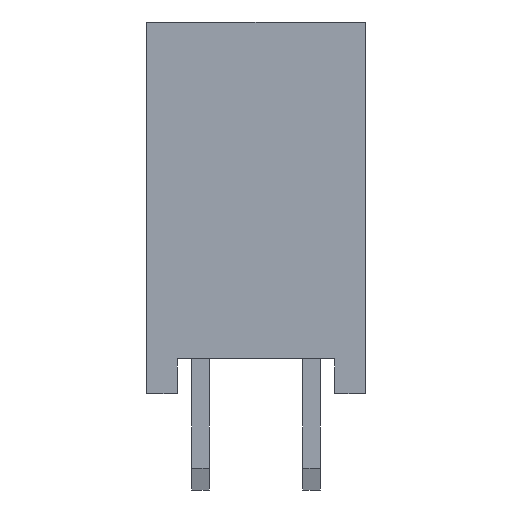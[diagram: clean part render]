
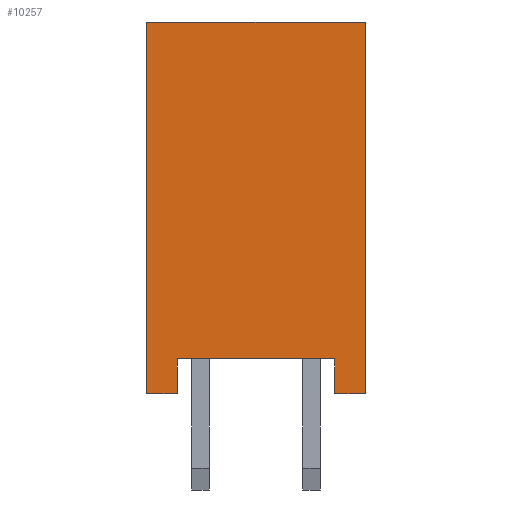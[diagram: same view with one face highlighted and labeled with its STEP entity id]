
A CAD part, left-side view. The second image highlights one B-rep face of the part: STEP entity #10257.
In plain terms, the highlighted planar face has unit normal (-1, 0, 0).
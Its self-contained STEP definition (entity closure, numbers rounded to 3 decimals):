
#356 = CARTESIAN_POINT ( 'NONE',  ( -1.52, 3.77, 0. ) ) ;
#419 = LINE ( 'NONE', #18298, #7674 ) ;
#597 = CARTESIAN_POINT ( 'NONE',  ( -1.52, 1.27, 8.5 ) ) ;
#638 = LINE ( 'NONE', #597, #18465 ) ;
#761 = CARTESIAN_POINT ( 'NONE',  ( -1.52, 0., 0. ) ) ;
#1132 = CARTESIAN_POINT ( 'NONE',  ( -1.52, -1.23, 0. ) ) ;
#1205 = ORIENTED_EDGE ( 'NONE', *, *, #5529, .F. ) ;
#1379 = VECTOR ( 'NONE', #11206, 1000. ) ;
#2354 = FACE_OUTER_BOUND ( 'NONE', #7505, .T. ) ;
#2660 = CARTESIAN_POINT ( 'NONE',  ( -1.52, -0.53, 0.8 ) ) ;
#2680 = CARTESIAN_POINT ( 'NONE',  ( -1.52, -0.53, 0.8 ) ) ;
#2926 = CARTESIAN_POINT ( 'NONE',  ( -1.52, -1.23, 8.5 ) ) ;
#3338 = VERTEX_POINT ( 'NONE', #11157 ) ;
#3441 = VERTEX_POINT ( 'NONE', #18555 ) ;
#3591 = VECTOR ( 'NONE', #7890, 1000. ) ;
#3594 = ORIENTED_EDGE ( 'NONE', *, *, #12131, .T. ) ;
#3630 = VECTOR ( 'NONE', #7016, 1000. ) ;
#3691 = DIRECTION ( 'NONE',  ( 0., 0., -1. ) ) ;
#3745 = VERTEX_POINT ( 'NONE', #2926 ) ;
#4208 = EDGE_CURVE ( 'NONE', #16876, #4692, #4436, .T. ) ;
#4343 = LINE ( 'NONE', #15465, #1379 ) ;
#4436 = LINE ( 'NONE', #7277, #10737 ) ;
#4570 = ORIENTED_EDGE ( 'NONE', *, *, #14819, .F. ) ;
#4692 = VERTEX_POINT ( 'NONE', #12083 ) ;
#5376 = ORIENTED_EDGE ( 'NONE', *, *, #14017, .F. ) ;
#5481 = VERTEX_POINT ( 'NONE', #1132 ) ;
#5529 = EDGE_CURVE ( 'NONE', #3745, #5481, #7490, .T. ) ;
#6122 = EDGE_CURVE ( 'NONE', #3441, #15279, #419, .T. ) ;
#6914 = ORIENTED_EDGE ( 'NONE', *, *, #14720, .T. ) ;
#7016 = DIRECTION ( 'NONE',  ( 0., 0., -1. ) ) ;
#7277 = CARTESIAN_POINT ( 'NONE',  ( -1.52, -0.53, 0. ) ) ;
#7461 = DIRECTION ( 'NONE',  ( 0., 0., -1. ) ) ;
#7490 = LINE ( 'NONE', #12870, #3630 ) ;
#7505 = EDGE_LOOP ( 'NONE', ( #12107, #3594, #8688, #5376, #1205, #4570, #7673, #6914 ) ) ;
#7673 = ORIENTED_EDGE ( 'NONE', *, *, #9723, .T. ) ;
#7674 = VECTOR ( 'NONE', #15414, 1000. ) ;
#7890 = DIRECTION ( 'NONE',  ( 0., -1., 0. ) ) ;
#8120 = DIRECTION ( 'NONE',  ( 1., 0., 0. ) ) ;
#8688 = ORIENTED_EDGE ( 'NONE', *, *, #4208, .T. ) ;
#9346 = CARTESIAN_POINT ( 'NONE',  ( -1.52, 1.27, 0. ) ) ;
#9723 = EDGE_CURVE ( 'NONE', #3338, #14553, #14572, .T. ) ;
#10257 = ADVANCED_FACE ( 'NONE', ( #2354 ), #15150, .F. ) ;
#10543 = VECTOR ( 'NONE', #7461, 1000. ) ;
#10737 = VECTOR ( 'NONE', #17102, 1000. ) ;
#11157 = CARTESIAN_POINT ( 'NONE',  ( -1.52, 3.77, 8.5 ) ) ;
#11206 = DIRECTION ( 'NONE',  ( 0., 1., 0. ) ) ;
#12083 = CARTESIAN_POINT ( 'NONE',  ( -1.52, -0.53, 0. ) ) ;
#12107 = ORIENTED_EDGE ( 'NONE', *, *, #6122, .F. ) ;
#12131 = EDGE_CURVE ( 'NONE', #3441, #16876, #15765, .T. ) ;
#12204 = DIRECTION ( 'NONE',  ( 0., -1., 0. ) ) ;
#12819 = DIRECTION ( 'NONE',  ( 0., -1., 0. ) ) ;
#12870 = CARTESIAN_POINT ( 'NONE',  ( -1.52, -1.23, 0. ) ) ;
#13168 = CARTESIAN_POINT ( 'NONE',  ( -1.52, 3.77, 0. ) ) ;
#13278 = VECTOR ( 'NONE', #12819, 1000. ) ;
#14017 = EDGE_CURVE ( 'NONE', #5481, #4692, #4343, .T. ) ;
#14553 = VERTEX_POINT ( 'NONE', #356 ) ;
#14572 = LINE ( 'NONE', #13168, #10543 ) ;
#14720 = EDGE_CURVE ( 'NONE', #14553, #15279, #16213, .T. ) ;
#14819 = EDGE_CURVE ( 'NONE', #3338, #3745, #638, .T. ) ;
#15150 = PLANE ( 'NONE',  #18629 ) ;
#15279 = VERTEX_POINT ( 'NONE', #15929 ) ;
#15414 = DIRECTION ( 'NONE',  ( 0., 0., -1. ) ) ;
#15465 = CARTESIAN_POINT ( 'NONE',  ( -1.52, 1.27, 0. ) ) ;
#15765 = LINE ( 'NONE', #2660, #13278 ) ;
#15929 = CARTESIAN_POINT ( 'NONE',  ( -1.52, 3.07, 0. ) ) ;
#16213 = LINE ( 'NONE', #9346, #3591 ) ;
#16876 = VERTEX_POINT ( 'NONE', #2680 ) ;
#17102 = DIRECTION ( 'NONE',  ( 0., 0., -1. ) ) ;
#18298 = CARTESIAN_POINT ( 'NONE',  ( -1.52, 3.07, 0. ) ) ;
#18465 = VECTOR ( 'NONE', #12204, 1000. ) ;
#18555 = CARTESIAN_POINT ( 'NONE',  ( -1.52, 3.07, 0.8 ) ) ;
#18629 = AXIS2_PLACEMENT_3D ( 'NONE', #761, #8120, #3691 ) ;
